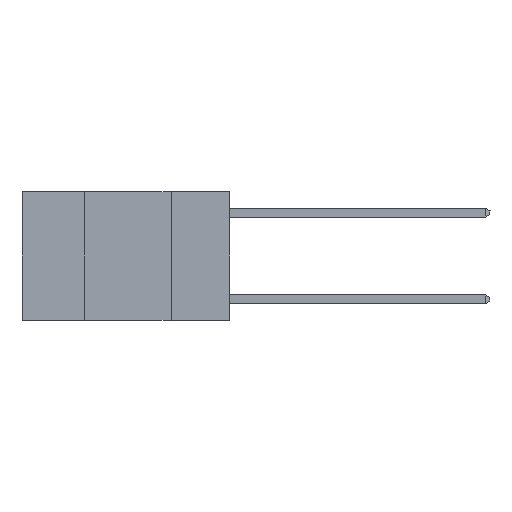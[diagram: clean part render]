
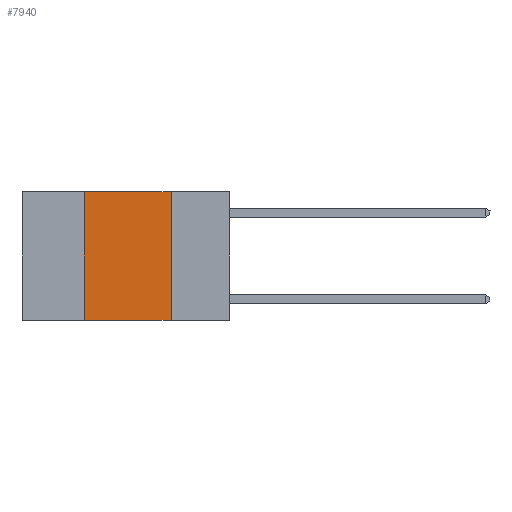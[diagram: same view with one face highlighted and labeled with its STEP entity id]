
A CAD part, left-side view. The second image highlights one B-rep face of the part: STEP entity #7940.
In plain terms, the highlighted planar face has unit normal (-1, 0, 0).
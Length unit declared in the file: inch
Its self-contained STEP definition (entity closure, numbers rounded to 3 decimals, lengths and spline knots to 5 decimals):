
#186 = AXIS2_PLACEMENT_3D ( 'NONE', #2320, #5119, #5274 ) ;
#823 = CARTESIAN_POINT ( 'NONE',  ( 0., 0.17, -0.37 ) ) ;
#1354 = ORIENTED_EDGE ( 'NONE', *, *, #4847, .T. ) ;
#1441 = PLANE ( 'NONE',  #186 ) ;
#1840 = VERTEX_POINT ( 'NONE', #3119 ) ;
#2102 = EDGE_LOOP ( 'NONE', ( #7700, #7150, #8682, #1354 ) ) ;
#2194 = EDGE_CURVE ( 'NONE', #2260, #1840, #3843, .T. ) ;
#2260 = VERTEX_POINT ( 'NONE', #7074 ) ;
#2308 = LINE ( 'NONE', #3564, #7468 ) ;
#2320 = CARTESIAN_POINT ( 'NONE',  ( 0., 0.6, 0. ) ) ;
#2550 = CARTESIAN_POINT ( 'NONE',  ( 0., 0.17, 0. ) ) ;
#3032 = FACE_OUTER_BOUND ( 'NONE', #2102, .T. ) ;
#3119 = CARTESIAN_POINT ( 'NONE',  ( 0., 0.42, 0. ) ) ;
#3242 = CARTESIAN_POINT ( 'NONE',  ( 0., 0.6, 0. ) ) ;
#3564 = CARTESIAN_POINT ( 'NONE',  ( 0., 0.17, 0. ) ) ;
#3843 = LINE ( 'NONE', #8977, #5382 ) ;
#4847 = EDGE_CURVE ( 'NONE', #2260, #7136, #5785, .T. ) ;
#4907 = DIRECTION ( 'NONE',  ( 0., -1., 0. ) ) ;
#5026 = DIRECTION ( 'NONE',  ( 0., -1., 0. ) ) ;
#5119 = DIRECTION ( 'NONE',  ( 1., 0., 0. ) ) ;
#5274 = DIRECTION ( 'NONE',  ( 0., 0., -1. ) ) ;
#5382 = VECTOR ( 'NONE', #6810, 39.37008 ) ;
#5785 = LINE ( 'NONE', #8755, #6660 ) ;
#6410 = VECTOR ( 'NONE', #4907, 39.37008 ) ;
#6660 = VECTOR ( 'NONE', #5026, 39.37008 ) ;
#6810 = DIRECTION ( 'NONE',  ( 0., 0., 1. ) ) ;
#7074 = CARTESIAN_POINT ( 'NONE',  ( 0., 0.42, -0.37 ) ) ;
#7136 = VERTEX_POINT ( 'NONE', #823 ) ;
#7150 = ORIENTED_EDGE ( 'NONE', *, *, #9226, .F. ) ;
#7468 = VECTOR ( 'NONE', #9507, 39.37008 ) ;
#7700 = ORIENTED_EDGE ( 'NONE', *, *, #8519, .F. ) ;
#7857 = LINE ( 'NONE', #3242, #6410 ) ;
#7940 = ADVANCED_FACE ( 'NONE', ( #3032 ), #1441, .F. ) ;
#8123 = VERTEX_POINT ( 'NONE', #2550 ) ;
#8519 = EDGE_CURVE ( 'NONE', #8123, #7136, #2308, .T. ) ;
#8682 = ORIENTED_EDGE ( 'NONE', *, *, #2194, .F. ) ;
#8755 = CARTESIAN_POINT ( 'NONE',  ( 0., 0.6, -0.37 ) ) ;
#8977 = CARTESIAN_POINT ( 'NONE',  ( 0., 0.42, 0. ) ) ;
#9226 = EDGE_CURVE ( 'NONE', #1840, #8123, #7857, .T. ) ;
#9507 = DIRECTION ( 'NONE',  ( 0., 0., -1. ) ) ;
